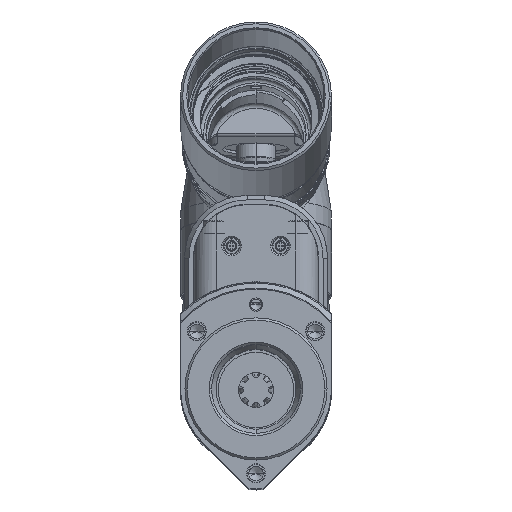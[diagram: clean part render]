
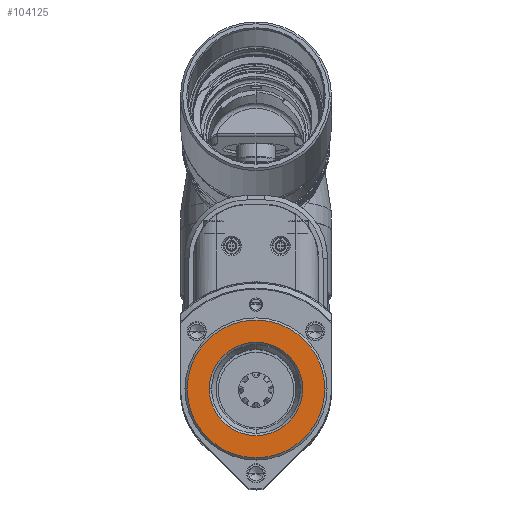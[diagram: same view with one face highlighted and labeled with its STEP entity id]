
A CAD part, top view. The second image highlights one B-rep face of the part: STEP entity #104125.
In plain terms, the highlighted planar face has unit normal (0, 0, 1).
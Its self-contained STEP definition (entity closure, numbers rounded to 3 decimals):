
#102495=CARTESIAN_POINT('',(0.,0.,33.));
#102496=DIRECTION('',(0.,0.,-1.));
#102497=DIRECTION('',(1.,0.,0.));
#102498=AXIS2_PLACEMENT_3D('',#102495,#102496,#102497);
#102503=CARTESIAN_POINT('',(0.,0.,
33.));
#102504=DIRECTION('',(0.,0.,-1.));
#102505=DIRECTION('',(-1.,0.,0.));
#102506=AXIS2_PLACEMENT_3D('',#102503,#102504,#102505);
#102511=CARTESIAN_POINT('',(0.,0.,33.));
#102512=DIRECTION('',(0.,0.,1.));
#102513=DIRECTION('',(-1.,0.,0.));
#102514=AXIS2_PLACEMENT_3D('',#102511,#102512,#102513);
#102519=CARTESIAN_POINT('',(0.,0.,
33.));
#102520=DIRECTION('',(0.,0.,1.));
#102521=DIRECTION('',(1.,0.,0.));
#102522=AXIS2_PLACEMENT_3D('',#102519,#102520,#102521);
#102894=CARTESIAN_POINT('',(10.5,0.,33.));
#102895=CARTESIAN_POINT('',(-10.5,0.,33.));
#102896=VERTEX_POINT('',#102894);
#102897=VERTEX_POINT('',#102895);
#102902=CARTESIAN_POINT('',(-15.5,0.,33.));
#102903=CARTESIAN_POINT('',(15.5,0.,33.));
#102904=VERTEX_POINT('',#102902);
#102905=VERTEX_POINT('',#102903);
#104109=CARTESIAN_POINT('',(0.,0.,33.));
#104110=DIRECTION('',(0.,0.,1.));
#104111=DIRECTION('',(1.,0.,0.));
#104112=AXIS2_PLACEMENT_3D('',#104109,#104110,#104111);
#104113=PLANE('',#104112);
#104115=ORIENTED_EDGE('',*,*,#104114,.F.);
#104117=ORIENTED_EDGE('',*,*,#104116,.F.);
#104118=EDGE_LOOP('',(#104115,#104117));
#104119=FACE_OUTER_BOUND('',#104118,.F.);
#104120=ORIENTED_EDGE('',*,*,#104099,.F.);
#104122=ORIENTED_EDGE('',*,*,#104121,.F.);
#104123=EDGE_LOOP('',(#104120,#104122));
#104124=FACE_BOUND('',#104123,.F.);
#104125=ADVANCED_FACE('',(#104119,#104124),#104113,.T.);
#102499=CIRCLE('',#102498,10.5);
#102507=CIRCLE('',#102506,10.5);
#102515=CIRCLE('',#102514,15.5);
#102523=CIRCLE('',#102522,15.5);
#104099=EDGE_CURVE('',#102896,#102897,#102499,.T.);
#104114=EDGE_CURVE('',#102904,#102905,#102515,.T.);
#104116=EDGE_CURVE('',#102905,#102904,#102523,.T.);
#104121=EDGE_CURVE('',#102897,#102896,#102507,.T.);
